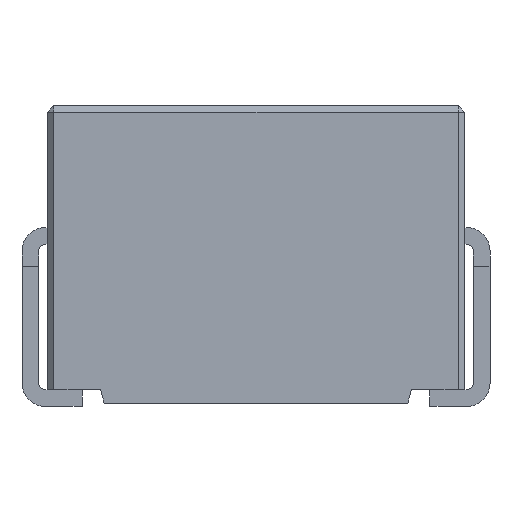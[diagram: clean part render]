
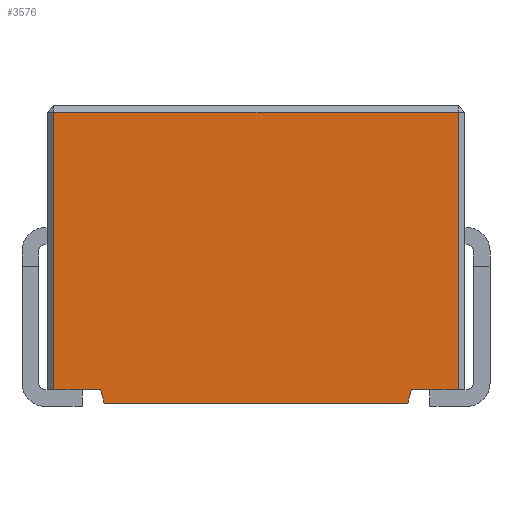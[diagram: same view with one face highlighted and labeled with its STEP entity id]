
A CAD part, front view. The second image highlights one B-rep face of the part: STEP entity #3576.
In plain terms, the highlighted planar face has unit normal (0, -1, 0).
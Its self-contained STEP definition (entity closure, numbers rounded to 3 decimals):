
#118=ORIENTED_EDGE('',*,*,#874,.F.);
#119=ORIENTED_EDGE('',*,*,#875,.T.);
#120=ORIENTED_EDGE('',*,*,#876,.T.);
#121=ORIENTED_EDGE('',*,*,#877,.T.);
#122=ORIENTED_EDGE('',*,*,#859,.T.);
#123=ORIENTED_EDGE('',*,*,#855,.T.);
#124=ORIENTED_EDGE('',*,*,#878,.T.);
#125=ORIENTED_EDGE('',*,*,#879,.F.);
#855=EDGE_CURVE('',#1232,#1235,#1481,.T.);
#859=EDGE_CURVE('',#1238,#1232,#1485,.T.);
#874=EDGE_CURVE('',#1250,#1251,#1500,.T.);
#875=EDGE_CURVE('',#1250,#1252,#1501,.T.);
#876=EDGE_CURVE('',#1252,#1253,#1502,.T.);
#877=EDGE_CURVE('',#1253,#1238,#1503,.T.);
#878=EDGE_CURVE('',#1235,#1254,#1504,.T.);
#879=EDGE_CURVE('',#1251,#1254,#1505,.T.);
#1232=VERTEX_POINT('',#4518);
#1235=VERTEX_POINT('',#4523);
#1238=VERTEX_POINT('',#4532);
#1250=VERTEX_POINT('',#4563);
#1251=VERTEX_POINT('',#4564);
#1252=VERTEX_POINT('',#4566);
#1253=VERTEX_POINT('',#4568);
#1254=VERTEX_POINT('',#4571);
#1481=LINE('',#4524,#1821);
#1485=LINE('',#4531,#1825);
#1500=LINE('',#4562,#1840);
#1501=LINE('',#4565,#1841);
#1502=LINE('',#4567,#1842);
#1503=LINE('',#4569,#1843);
#1504=LINE('',#4570,#1844);
#1505=LINE('',#4572,#1845);
#1821=VECTOR('',#3882,1000.);
#1825=VECTOR('',#3888,1000.);
#1840=VECTOR('',#3911,1000.);
#1841=VECTOR('',#3912,1000.);
#1842=VECTOR('',#3913,1000.);
#1843=VECTOR('',#3914,1000.);
#1844=VECTOR('',#3915,1000.);
#1845=VECTOR('',#3916,1000.);
#2157=EDGE_LOOP('',(#118,#119,#120,#121,#122,#123,#124,#125));
#2311=FACE_BOUND('',#2157,.T.);
#2465=PLANE('',#3724);
#3576=ADVANCED_FACE('',(#2311),#2465,.T.);
#3724=AXIS2_PLACEMENT_3D('',#4561,#3909,#3910);
#3882=DIRECTION('',(0.259,0.,-0.966));
#3888=DIRECTION('',(1.,0.,0.));
#3909=DIRECTION('',(0.,-1.,0.));
#3910=DIRECTION('',(1.,0.,0.));
#3911=DIRECTION('',(-1.,0.,0.));
#3912=DIRECTION('',(0.,0.,1.));
#3913=DIRECTION('',(-1.,0.,0.));
#3914=DIRECTION('',(0.,0.,-1.));
#3915=DIRECTION('',(1.,0.,0.));
#3916=DIRECTION('',(-0.259,0.,-0.966));
#4518=CARTESIAN_POINT('',(-4.65,-6.5,-4.85));
#4523=CARTESIAN_POINT('',(-4.543,-6.5,-5.25));
#4524=CARTESIAN_POINT('',(-4.657,-6.5,-4.823));
#4531=CARTESIAN_POINT('',(-6.25,-6.5,-4.85));
#4532=CARTESIAN_POINT('',(-6.05,-6.5,-4.85));
#4561=CARTESIAN_POINT('',(-6.25,-6.5,-5.25));
#4562=CARTESIAN_POINT('',(-6.25,-6.5,-4.85));
#4563=CARTESIAN_POINT('',(6.05,-6.5,-4.85));
#4564=CARTESIAN_POINT('',(4.65,-6.5,-4.85));
#4565=CARTESIAN_POINT('',(6.05,-6.5,-5.25));
#4566=CARTESIAN_POINT('',(6.05,-6.5,3.45));
#4567=CARTESIAN_POINT('',(-6.25,-6.5,3.45));
#4568=CARTESIAN_POINT('',(-6.05,-6.5,3.45));
#4569=CARTESIAN_POINT('',(-6.05,-6.5,-5.25));
#4570=CARTESIAN_POINT('',(-6.25,-6.5,-5.25));
#4571=CARTESIAN_POINT('',(4.543,-6.5,-5.25));
#4572=CARTESIAN_POINT('',(3.82,-6.5,-7.948));
